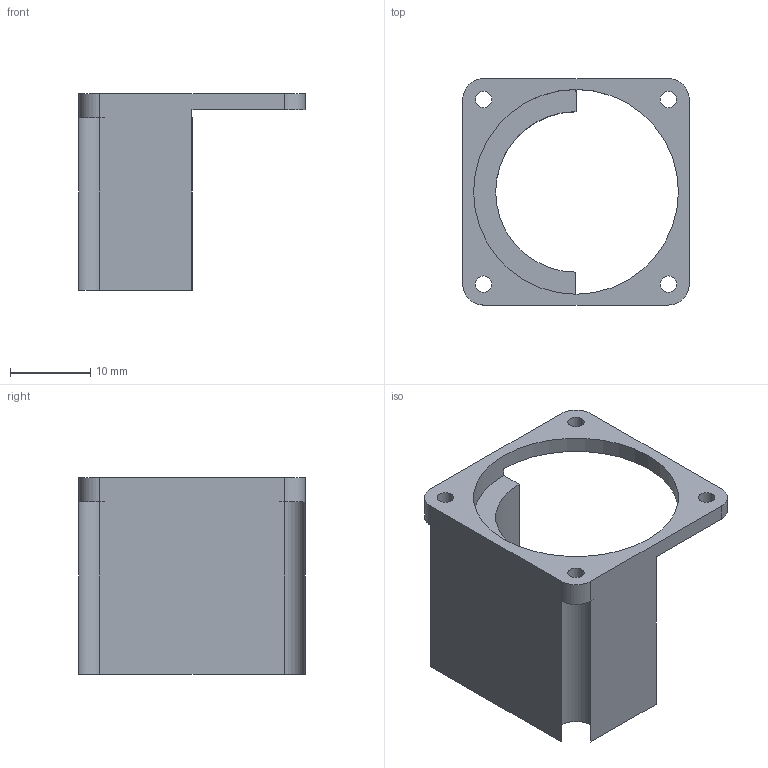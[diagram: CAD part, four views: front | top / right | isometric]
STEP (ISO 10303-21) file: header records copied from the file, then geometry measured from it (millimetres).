
FILE_DESCRIPTION(/* description */ (''),/* implementation_level */ '2;1');
FILE_NAME(/* name */ '30_Cube_Z_Focus_MGN_NEMA_Motoradapter_NEMA11_v3.ipt.step',/* time_stamp */ '2022-11-29T08:21:52+01:00',/* author */ ('diederichbenedict'),/* organization */ (''),/* preprocessor_version */ 'ST-DEVELOPER v18.1',/* originating_system */ 'Autodesk Inventor 2022',/* authorisation */ '');
FILE_SCHEMA (('AUTOMOTIVE_DESIGN { 1 0 10303 214 3 1 1 }'));
Length unit declared in the file: millimetre
Products named in the file (1): 30_Cube_Z_Focus_MGN_NEMA_Motoradapter_NEMA11_v3
Bounding box: 28.2 x 28.2 x 24.5 mm (x, y, z)
Volume: 4490.4 mm3; surface area: 4161.2 mm2
Topology: 1 solids, 1 shells, 32 faces, 76 edges, 49 vertices
Faces by surface type: plane 16, cylinder 16
Full cylindrical faces by diameter (mm): 2.05 x4, 2.8 x4, 25.5 x1
Entity records: 994 total; most frequent: DIRECTION 175, CARTESIAN_POINT 158, ORIENTED_EDGE 152, EDGE_CURVE 76, AXIS2_PLACEMENT_3D 66, VERTEX_POINT 49, EDGE_LOOP 45, LINE 43
